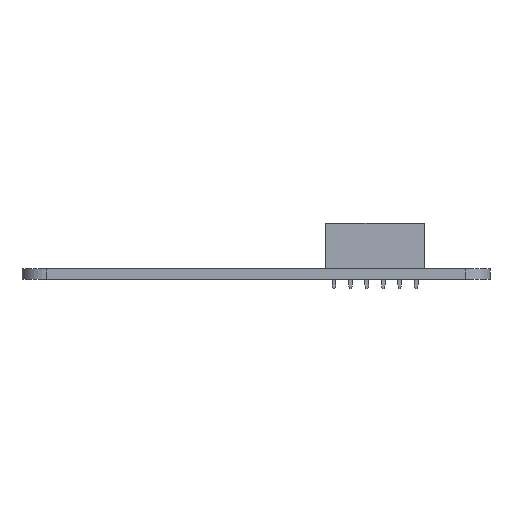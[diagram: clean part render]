
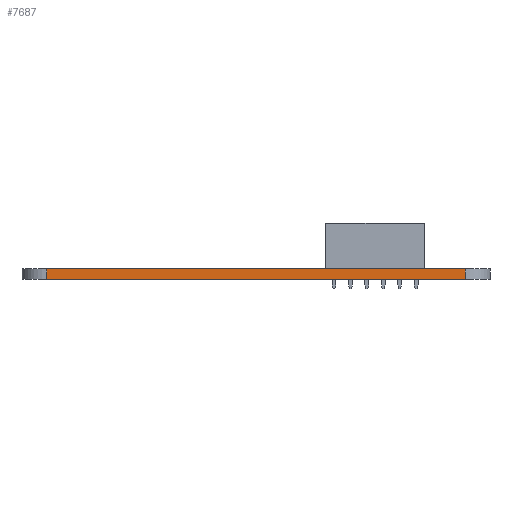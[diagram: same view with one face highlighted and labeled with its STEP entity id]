
A CAD part, left-side view. The second image highlights one B-rep face of the part: STEP entity #7687.
In plain terms, the highlighted planar face has unit normal (-1, 0, 0).
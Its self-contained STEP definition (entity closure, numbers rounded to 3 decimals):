
#5999 = VERTEX_POINT('',#6000);
#6000 = CARTESIAN_POINT('',(118.11,-129.54,0.));
#6007 = EDGE_CURVE('',#5999,#6008,#6010,.T.);
#6008 = VERTEX_POINT('',#6009);
#6009 = CARTESIAN_POINT('',(118.11,-64.77,0.));
#6010 = LINE('',#6011,#6012);
#6011 = CARTESIAN_POINT('',(118.11,-129.54,0.));
#6012 = VECTOR('',#6013,1.);
#6013 = DIRECTION('',(0.,1.,0.));
#6838 = VERTEX_POINT('',#6839);
#6839 = CARTESIAN_POINT('',(118.11,-129.54,1.6));
#6846 = EDGE_CURVE('',#6838,#6847,#6849,.T.);
#6847 = VERTEX_POINT('',#6848);
#6848 = CARTESIAN_POINT('',(118.11,-64.77,1.6));
#6849 = LINE('',#6850,#6851);
#6850 = CARTESIAN_POINT('',(118.11,-129.54,1.6));
#6851 = VECTOR('',#6852,1.);
#6852 = DIRECTION('',(0.,1.,0.));
#7657 = EDGE_CURVE('',#6008,#6847,#7658,.T.);
#7658 = LINE('',#7659,#7660);
#7659 = CARTESIAN_POINT('',(118.11,-64.77,0.));
#7660 = VECTOR('',#7661,1.);
#7661 = DIRECTION('',(0.,0.,1.));
#7687 = ADVANCED_FACE('',(#7688),#7699,.T.);
#7688 = FACE_BOUND('',#7689,.T.);
#7689 = EDGE_LOOP('',(#7690,#7696,#7697,#7698));
#7690 = ORIENTED_EDGE('',*,*,#7691,.T.);
#7691 = EDGE_CURVE('',#5999,#6838,#7692,.T.);
#7692 = LINE('',#7693,#7694);
#7693 = CARTESIAN_POINT('',(118.11,-129.54,0.));
#7694 = VECTOR('',#7695,1.);
#7695 = DIRECTION('',(0.,0.,1.));
#7696 = ORIENTED_EDGE('',*,*,#6846,.T.);
#7697 = ORIENTED_EDGE('',*,*,#7657,.F.);
#7698 = ORIENTED_EDGE('',*,*,#6007,.F.);
#7699 = PLANE('',#7700);
#7700 = AXIS2_PLACEMENT_3D('',#7701,#7702,#7703);
#7701 = CARTESIAN_POINT('',(118.11,-129.54,0.));
#7702 = DIRECTION('',(-1.,0.,0.));
#7703 = DIRECTION('',(0.,1.,0.));
